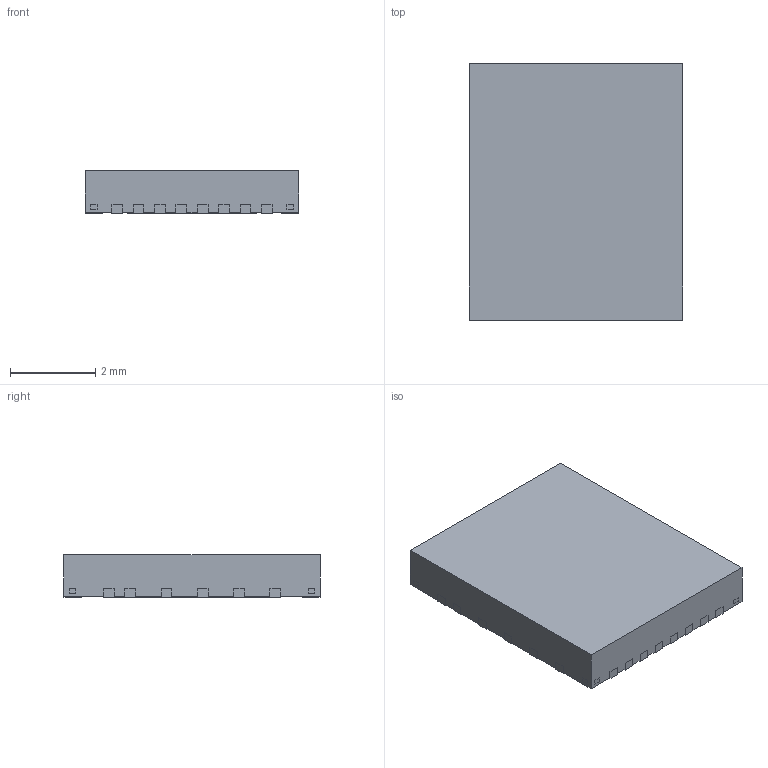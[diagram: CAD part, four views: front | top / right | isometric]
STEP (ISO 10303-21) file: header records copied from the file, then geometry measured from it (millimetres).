
FILE_DESCRIPTION((''),'2;1');
FILE_NAME('NLG0028B_ASM','2024-02-13T14:35:34',('a0412086'),(''),'CREO PARAMETRIC BY PTC INC, 2018500','CREO PARAMETRIC BY PTC INC, 2018500','');
FILE_SCHEMA(('CONFIG_CONTROL_DESIGN','SHAPE_APPEARANCE_LAYERS_GROUPS'));
Length unit declared in the file: millimetre
Products named in the file (4): FRAME; BODY; PIN1_AREA; NLG0028B_ASM
Assembly tree (3 placements, depth 2):
  NLG0028B_ASM
    FRAME
    BODY
    PIN1_AREA
Bounding box: 5 x 6 x 1 mm (x, y, z)
Volume: 29.6 mm3; surface area: 127.5 mm2
Topology: 34 solids, 34 shells, 435 faces, 1098 edges, 732 vertices
Faces by surface type: plane 339, cylinder 96
Entity records: 16856 total; most frequent: CARTESIAN_POINT 2272, ORIENTED_EDGE 2196, DIRECTION 2174, PRESENTATION_STYLE_ASSIGNMENT 1168, STYLED_ITEM 1132, CURVE_STYLE 1098, EDGE_CURVE 1098, VECTOR 906
